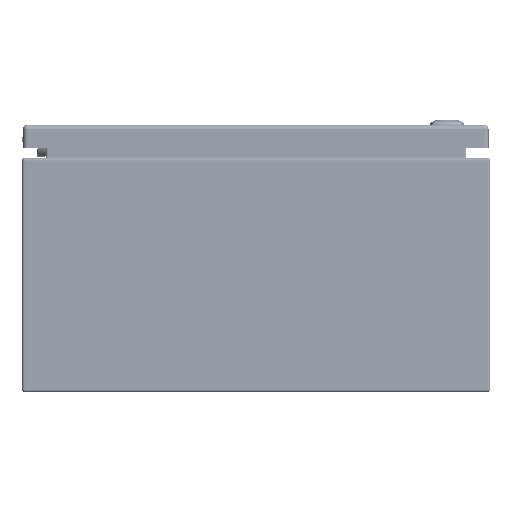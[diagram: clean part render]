
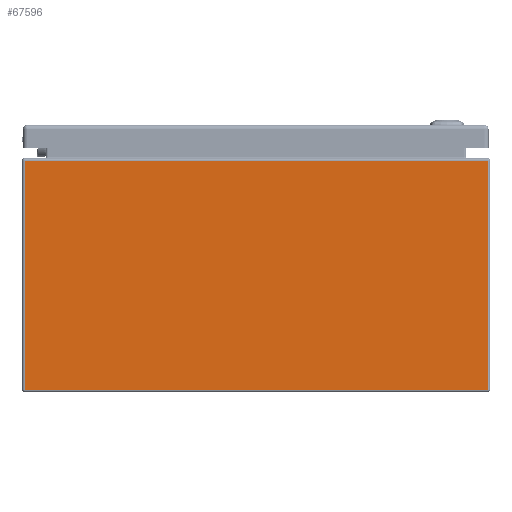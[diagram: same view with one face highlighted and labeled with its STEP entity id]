
A CAD part, front view. The second image highlights one B-rep face of the part: STEP entity #67596.
In plain terms, the highlighted planar face has unit normal (0, -1, 0).
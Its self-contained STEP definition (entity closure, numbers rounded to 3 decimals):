
#6851=LINE('',#95095,#10992);
#6857=LINE('',#95113,#10998);
#6861=LINE('',#95128,#11002);
#6862=LINE('',#95134,#11003);
#10992=VECTOR('',#78756,0.394);
#10998=VECTOR('',#78776,0.394);
#11002=VECTOR('',#78792,0.394);
#11003=VECTOR('',#78801,0.394);
#16227=FACE_OUTER_BOUND('',#20413,.T.);
#20413=EDGE_LOOP('',(#44970,#44971,#44972,#44973));
#27465=VERTEX_POINT('',#95086);
#27468=VERTEX_POINT('',#95093);
#27473=VERTEX_POINT('',#95112);
#27477=VERTEX_POINT('',#95124);
#34191=EDGE_CURVE('',#27468,#27465,#6851,.T.);
#34200=EDGE_CURVE('',#27465,#27473,#6857,.T.);
#34208=EDGE_CURVE('',#27473,#27477,#6861,.T.);
#34211=EDGE_CURVE('',#27468,#27477,#6862,.T.);
#44970=ORIENTED_EDGE('',*,*,#34191,.F.);
#44971=ORIENTED_EDGE('',*,*,#34211,.T.);
#44972=ORIENTED_EDGE('',*,*,#34208,.F.);
#44973=ORIENTED_EDGE('',*,*,#34200,.F.);
#66118=PLANE('',#72646);
#67596=ADVANCED_FACE('',(#16227),#66118,.F.);
#72646=AXIS2_PLACEMENT_3D('',#95133,#78799,#78800);
#78756=DIRECTION('',(0.,0.,1.));
#78776=DIRECTION('',(1.,0.,0.));
#78792=DIRECTION('',(0.,0.,-1.));
#78799=DIRECTION('center_axis',(0.,1.,0.));
#78800=DIRECTION('ref_axis',(0.,0.,1.));
#78801=DIRECTION('',(1.,0.,0.));
#95086=CARTESIAN_POINT('',(-7.916,-15.,7.916));
#95093=CARTESIAN_POINT('',(-7.916,-15.,0.084));
#95095=CARTESIAN_POINT('',(-7.916,-15.,7.916));
#95112=CARTESIAN_POINT('',(7.916,-15.,7.916));
#95113=CARTESIAN_POINT('',(-7.078,-15.,7.916));
#95124=CARTESIAN_POINT('',(7.916,-15.,0.084));
#95128=CARTESIAN_POINT('',(7.916,-15.,7.916));
#95133=CARTESIAN_POINT('Origin',(7.078,-15.,7.916));
#95134=CARTESIAN_POINT('',(0.,-15.,0.084));
